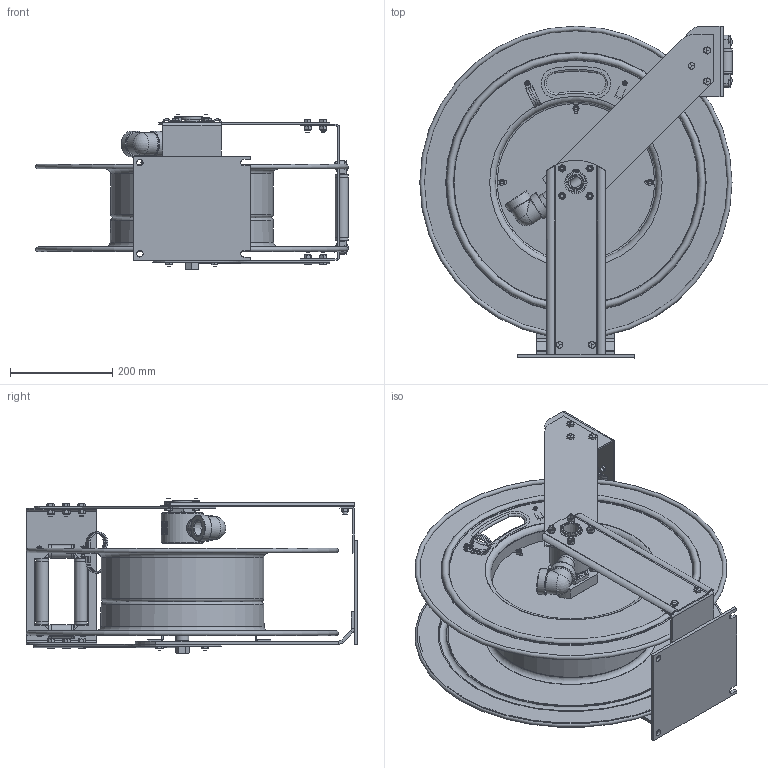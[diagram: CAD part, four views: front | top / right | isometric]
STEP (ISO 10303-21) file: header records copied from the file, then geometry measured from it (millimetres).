
FILE_DESCRIPTION(/* description */ (''),/* implementation_level */ '2;1');
FILE_NAME(/* name */ 'TSHF-N-650_SHARED.stp',/* time_stamp */ '2017-11-14T13:06:58-07:00',/* author */ ('jkusbel'),/* organization */ (''),/* preprocessor_version */ 'ST-DEVELOPER v15.6',/* originating_system */ 'Autodesk Inventor 2015',/* authorisation */ '');
FILE_SCHEMA (('AUTOMOTIVE_DESIGN { 1 0 10303 214 3 1 1 }'));
Length unit declared in the file: inch
Products named in the file (1): TSHF-N-650_SHARED
Bounding box: 609.95 x 647.67 x 303.16 mm (x, y, z)
Surface area: 2151694.4 mm2 (no closed solid volume)
Topology: 0 solids, 175 shells, 600 faces, 4945 edges, 4432 vertices
Faces by surface type: plane 429, cylinder 113, torus 36, cone 9, sphere 7, bspline 6
Full cylindrical faces by diameter (mm): 4.826 x1, 6.35 x1, 7.938 x2, 8.636 x4, 10.414 x1, 12.7 x2, 19.05 x1, 25.362 x1, 25.4 x12, 26.67 x1, 28.575 x1, 33.401 x1, 35.052 x1, 39.624 x1, 50.8 x2, 82.55 x1, 314.462 x1, 317.5 x1
Entity records: 47866 total; most frequent: CARTESIAN_POINT 14069, DIRECTION 5869, ORIENTED_EDGE 5564, EDGE_CURVE 4853, VERTEX_POINT 4415, LINE 2641, VECTOR 2641, AXIS2_PLACEMENT_3D 1614
